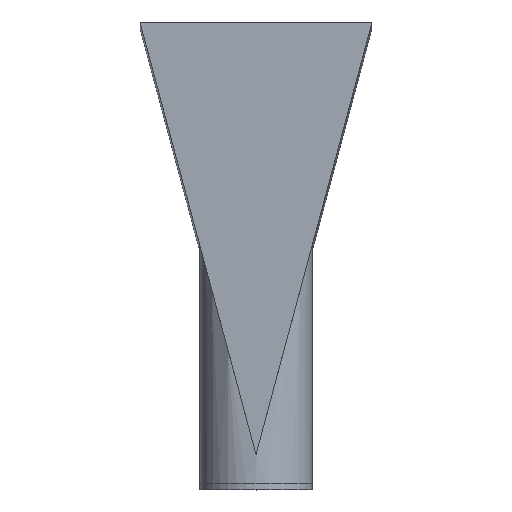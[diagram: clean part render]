
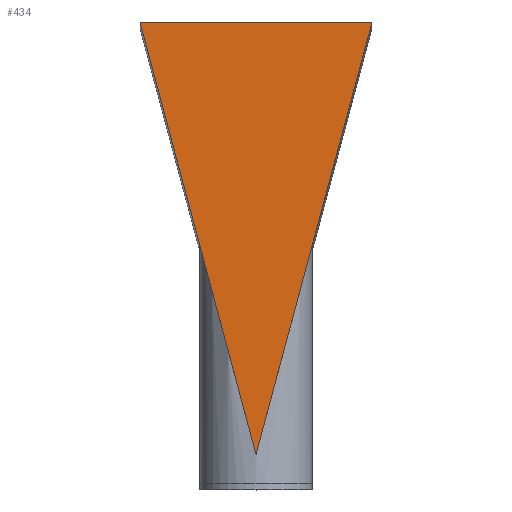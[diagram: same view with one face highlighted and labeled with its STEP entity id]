
A CAD part, top view. The second image highlights one B-rep face of the part: STEP entity #434.
In plain terms, the highlighted planar face has unit normal (0, 0, -1).
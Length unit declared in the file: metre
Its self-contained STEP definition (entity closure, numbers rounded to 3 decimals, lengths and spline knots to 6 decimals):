
#63 = PLANE('',#64);
#64 = AXIS2_PLACEMENT_3D('',#65,#66,#67);
#65 = CARTESIAN_POINT('',(-4.02,15.,0.));
#66 = DIRECTION('',(0.966,0.259,-0.));
#67 = DIRECTION('',(0.259,-0.966,0.));
#125 = VERTEX_POINT('',#126);
#126 = CARTESIAN_POINT('',(-4.02,15.,127.));
#140 = EDGE_CURVE('',#125,#141,#143,.T.);
#141 = VERTEX_POINT('',#142);
#142 = CARTESIAN_POINT('',(0.,0.,127.));
#143 = SURFACE_CURVE('',#144,(#148),.PCURVE_S1.);
#144 = LINE('',#145,#146);
#145 = CARTESIAN_POINT('',(-4.02,15.,127.));
#146 = VECTOR('',#147,1.);
#147 = DIRECTION('',(0.259,-0.966,-0.));
#148 = PCURVE('',#63,#149);
#149 = DEFINITIONAL_REPRESENTATION('',(#150),#154);
#150 = LINE('',#151,#152);
#151 = CARTESIAN_POINT('',(0.,-127.));
#152 = VECTOR('',#153,1.);
#153 = DIRECTION('',(1.,0.));
#154 = ( GEOMETRIC_REPRESENTATION_CONTEXT(2) 
PARAMETRIC_REPRESENTATION_CONTEXT() REPRESENTATION_CONTEXT('2D SPACE',''
  ) );
#284 = PLANE('',#285);
#285 = AXIS2_PLACEMENT_3D('',#286,#287,#288);
#286 = CARTESIAN_POINT('',(4.02,15.,0.));
#287 = DIRECTION('',(-0.966,0.259,-0.));
#288 = DIRECTION('',(0.259,0.966,0.));
#303 = VERTEX_POINT('',#304);
#304 = CARTESIAN_POINT('',(4.02,15.,127.));
#318 = EDGE_CURVE('',#303,#141,#319,.T.);
#319 = SURFACE_CURVE('',#320,(#324),.PCURVE_S1.);
#320 = LINE('',#321,#322);
#321 = CARTESIAN_POINT('',(4.02,15.,127.));
#322 = VECTOR('',#323,1.);
#323 = DIRECTION('',(-0.259,-0.966,0.));
#324 = PCURVE('',#284,#325);
#325 = DEFINITIONAL_REPRESENTATION('',(#326),#330);
#326 = LINE('',#327,#328);
#327 = CARTESIAN_POINT('',(-0.,-127.));
#328 = VECTOR('',#329,1.);
#329 = DIRECTION('',(-1.,0.));
#330 = ( GEOMETRIC_REPRESENTATION_CONTEXT(2) 
PARAMETRIC_REPRESENTATION_CONTEXT() REPRESENTATION_CONTEXT('2D SPACE',''
  ) );
#434 = ADVANCED_FACE('',(#435),#445,.T.);
#435 = FACE_BOUND('',#436,.F.);
#436 = EDGE_LOOP('',(#437,#456,#457));
#437 = ORIENTED_EDGE('',*,*,#438,.F.);
#438 = EDGE_CURVE('',#125,#303,#439,.T.);
#439 = SURFACE_CURVE('',#440,(#444),.PCURVE_S1.);
#440 = LINE('',#441,#442);
#441 = CARTESIAN_POINT('',(-4.02,15.,127.));
#442 = VECTOR('',#443,1.);
#443 = DIRECTION('',(1.,-0.,-0.));
#444 = PCURVE('',#445,#450);
#445 = PLANE('',#446);
#446 = AXIS2_PLACEMENT_3D('',#447,#448,#449);
#447 = CARTESIAN_POINT('',(0.,9.042252,127.));
#448 = DIRECTION('',(-0.,-0.,-1.));
#449 = DIRECTION('',(-1.,0.,-0.));
#450 = DEFINITIONAL_REPRESENTATION('',(#451),#455);
#451 = LINE('',#452,#453);
#452 = CARTESIAN_POINT('',(4.02,5.958));
#453 = VECTOR('',#454,1.);
#454 = DIRECTION('',(-1.,0.));
#455 = ( GEOMETRIC_REPRESENTATION_CONTEXT(2) 
PARAMETRIC_REPRESENTATION_CONTEXT() REPRESENTATION_CONTEXT('2D SPACE',''
  ) );
#456 = ORIENTED_EDGE('',*,*,#140,.T.);
#457 = ORIENTED_EDGE('',*,*,#318,.F.);
